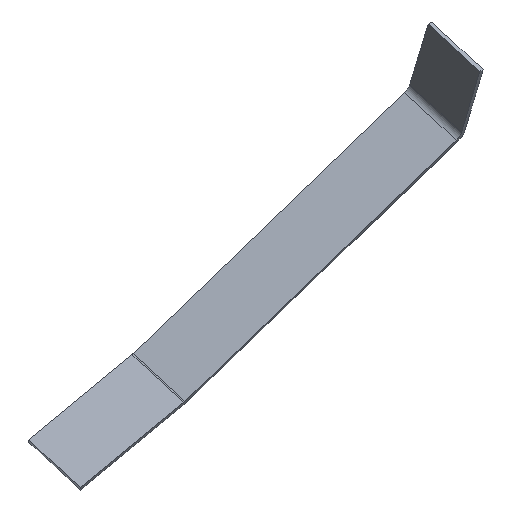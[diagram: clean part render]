
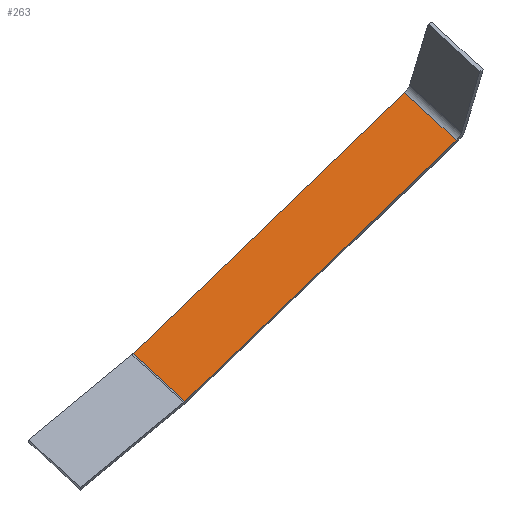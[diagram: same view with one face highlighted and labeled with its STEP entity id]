
A CAD part, isometric view. The second image highlights one B-rep face of the part: STEP entity #263.
In plain terms, the highlighted planar face has unit normal (-0.498, -0.246, 0.831).
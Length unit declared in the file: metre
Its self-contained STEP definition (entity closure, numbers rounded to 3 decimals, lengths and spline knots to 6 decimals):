
#68=ORIENTED_EDGE('',*,*,#128,.T.);
#69=ORIENTED_EDGE('',*,*,#133,.T.);
#70=ORIENTED_EDGE('',*,*,#110,.T.);
#71=ORIENTED_EDGE('',*,*,#134,.T.);
#110=EDGE_CURVE('',#147,#146,#169,.T.);
#128=EDGE_CURVE('',#162,#161,#181,.T.);
#133=EDGE_CURVE('',#161,#147,#185,.T.);
#134=EDGE_CURVE('',#146,#162,#186,.F.);
#146=VERTEX_POINT('',#396);
#147=VERTEX_POINT('',#398);
#161=VERTEX_POINT('',#431);
#162=VERTEX_POINT('',#433);
#169=LINE('',#397,#197);
#181=LINE('',#432,#209);
#185=LINE('',#441,#213);
#186=LINE('',#442,#214);
#197=VECTOR('',#320,1.);
#209=VECTOR('',#348,1.);
#213=VECTOR('',#358,1.);
#214=VECTOR('',#359,1.);
#225=EDGE_LOOP('',(#68,#69,#70,#71));
#239=FACE_BOUND('',#225,.T.);
#253=PLANE('',#298);
#263=ADVANCED_FACE('',(#239),#253,.T.);
#298=AXIS2_PLACEMENT_3D('',#440,#356,#357);
#320=DIRECTION('',(0.867,-0.141,0.478));
#348=DIRECTION('',(-0.867,0.141,-0.478));
#356=DIRECTION('',(-0.498,-0.246,0.831));
#357=DIRECTION('',(0.858,0.,0.514));
#358=DIRECTION('',(0.,-0.959,-0.284));
#359=DIRECTION('',(0.,-0.959,-0.284));
#396=CARTESIAN_POINT('',(0.153488,-0.721261,-0.126386));
#397=CARTESIAN_POINT('',(0.088217,-0.710613,-0.162351));
#398=CARTESIAN_POINT('',(0.048651,-0.704158,-0.184152));
#431=CARTESIAN_POINT('',(0.048651,-0.68091,-0.177269));
#432=CARTESIAN_POINT('',(0.088217,-0.687365,-0.155468));
#433=CARTESIAN_POINT('',(0.153488,-0.698013,-0.119503));
#440=CARTESIAN_POINT('',(0.088217,-0.687365,-0.155468));
#441=CARTESIAN_POINT('',(0.048651,-0.704158,-0.184152));
#442=CARTESIAN_POINT('',(0.153488,-0.698013,-0.119503));
